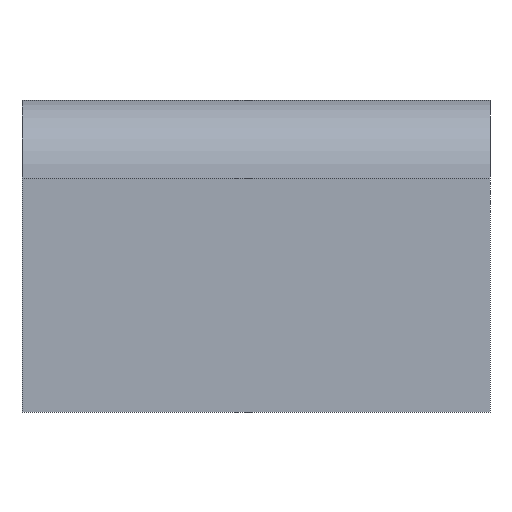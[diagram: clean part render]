
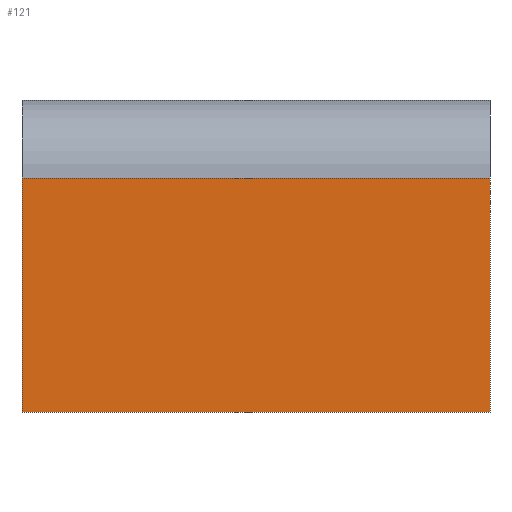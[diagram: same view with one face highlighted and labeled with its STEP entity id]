
A CAD part, front view. The second image highlights one B-rep face of the part: STEP entity #121.
In plain terms, the highlighted planar face has unit normal (0, -1, 0).
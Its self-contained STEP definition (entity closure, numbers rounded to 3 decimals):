
#16=PLANE('',#144);
#23=FACE_OUTER_BOUND('',#30,.T.);
#30=EDGE_LOOP('',(#97,#98,#99,#100));
#36=LINE('',#191,#49);
#37=LINE('',#194,#50);
#41=LINE('',#202,#54);
#42=LINE('',#203,#55);
#49=VECTOR('',#158,10.);
#50=VECTOR('',#161,10.);
#54=VECTOR('',#167,10.);
#55=VECTOR('',#168,10.);
#63=VERTEX_POINT('',#184);
#66=VERTEX_POINT('',#189);
#67=VERTEX_POINT('',#193);
#70=VERTEX_POINT('',#201);
#76=EDGE_CURVE('',#66,#63,#36,.T.);
#77=EDGE_CURVE('',#67,#63,#37,.T.);
#81=EDGE_CURVE('',#70,#66,#41,.T.);
#82=EDGE_CURVE('',#70,#67,#42,.T.);
#97=ORIENTED_EDGE('',*,*,#76,.F.);
#98=ORIENTED_EDGE('',*,*,#81,.F.);
#99=ORIENTED_EDGE('',*,*,#82,.T.);
#100=ORIENTED_EDGE('',*,*,#77,.T.);
#121=ADVANCED_FACE('',(#23),#16,.T.);
#144=AXIS2_PLACEMENT_3D('',#200,#165,#166);
#158=DIRECTION('',(1.,0.,0.));
#161=DIRECTION('',(0.,0.,1.));
#165=DIRECTION('center_axis',(0.,-1.,0.));
#166=DIRECTION('ref_axis',(1.,0.,0.));
#167=DIRECTION('',(0.,0.,1.));
#168=DIRECTION('',(1.,0.,0.));
#184=CARTESIAN_POINT('',(87.666,-30.,-67.999));
#189=CARTESIAN_POINT('',(57.666,-30.,-67.999));
#191=CARTESIAN_POINT('',(65.166,-30.,-67.999));
#193=CARTESIAN_POINT('',(87.666,-30.,-82.999));
#194=CARTESIAN_POINT('',(87.666,-30.,-82.999));
#200=CARTESIAN_POINT('Origin',(57.666,-30.,-82.999));
#201=CARTESIAN_POINT('',(57.666,-30.,-82.999));
#202=CARTESIAN_POINT('',(57.666,-30.,-82.999));
#203=CARTESIAN_POINT('',(57.666,-30.,-82.999));
